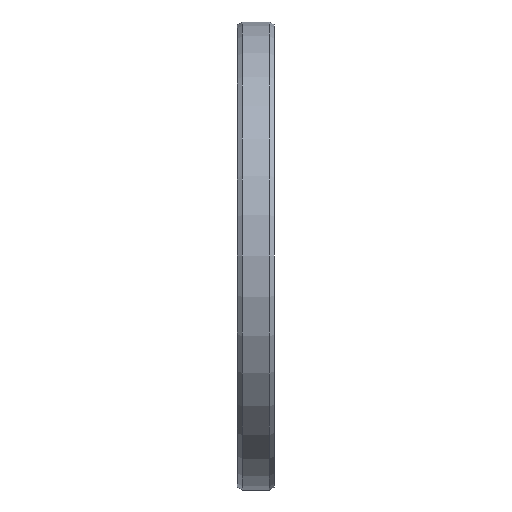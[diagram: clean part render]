
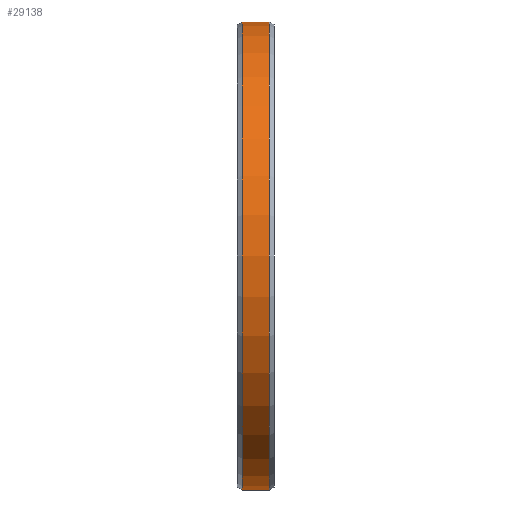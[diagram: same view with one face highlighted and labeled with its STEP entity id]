
A CAD part, left-side view. The second image highlights one B-rep face of the part: STEP entity #29138.
In plain terms, the highlighted cylindrical face has radius 95 mm (diameter 190 mm), a partial arc.
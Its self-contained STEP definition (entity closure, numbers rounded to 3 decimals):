
#28168=CARTESIAN_POINT('',(0.,-5.5,0.));
#28169=DIRECTION('',(0.,1.,0.));
#28170=DIRECTION('',(0.,0.,-1.));
#28171=AXIS2_PLACEMENT_3D('',#28168,#28169,#28170);
#28176=DIRECTION('',(0.,1.,0.));
#28177=VECTOR('',#28176,11.);
#28178=CARTESIAN_POINT('',(0.,-5.5,-95.));
#28179=LINE('',#28178,#28177);
#28191=DIRECTION('',(0.,1.,0.));
#28192=VECTOR('',#28191,11.);
#28193=CARTESIAN_POINT('',(0.,-5.5,95.));
#28194=LINE('',#28193,#28192);
#28220=CARTESIAN_POINT('',(0.,5.5,0.));
#28221=DIRECTION('',(0.,1.,0.));
#28222=DIRECTION('',(0.,0.,-1.));
#28223=AXIS2_PLACEMENT_3D('',#28220,#28221,#28222);
#28587=CARTESIAN_POINT('',(0.,-5.5,-95.));
#28589=VERTEX_POINT('',#28587);
#28590=CARTESIAN_POINT('',(0.,5.5,-95.));
#28591=VERTEX_POINT('',#28590);
#28627=CARTESIAN_POINT('',(0.,-5.5,95.));
#28629=VERTEX_POINT('',#28627);
#28630=CARTESIAN_POINT('',(0.,5.5,95.));
#28631=VERTEX_POINT('',#28630);
#29124=CARTESIAN_POINT('',(0.,-8.25,0.));
#29125=DIRECTION('',(0.,1.,0.));
#29126=DIRECTION('',(0.,0.,-1.));
#29127=AXIS2_PLACEMENT_3D('',#29124,#29125,#29126);
#29128=CYLINDRICAL_SURFACE('',#29127,95.);
#29130=ORIENTED_EDGE('',*,*,#29129,.T.);
#29132=ORIENTED_EDGE('',*,*,#29131,.T.);
#29134=ORIENTED_EDGE('',*,*,#29133,.F.);
#29135=ORIENTED_EDGE('',*,*,#29110,.F.);
#29136=EDGE_LOOP('',(#29130,#29132,#29134,#29135));
#29137=FACE_OUTER_BOUND('',#29136,.F.);
#28172=CIRCLE('',#28171,95.);
#28224=CIRCLE('',#28223,95.);
#29110=EDGE_CURVE('',#28589,#28629,#28172,.T.);
#29129=EDGE_CURVE('',#28589,#28591,#28179,.T.);
#29131=EDGE_CURVE('',#28591,#28631,#28224,.T.);
#29133=EDGE_CURVE('',#28629,#28631,#28194,.T.);
#29138=ADVANCED_FACE('',(#29137),#29128,.T.);
